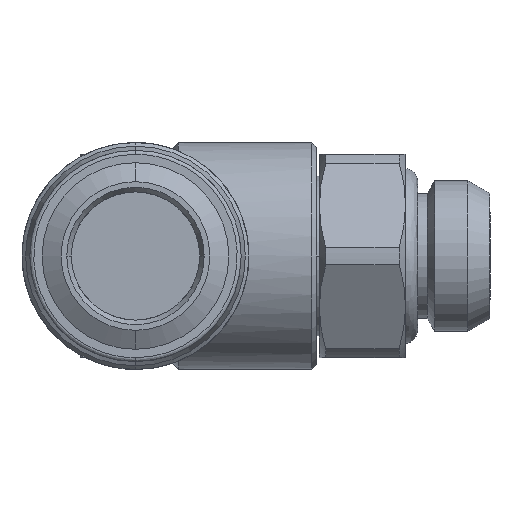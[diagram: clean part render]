
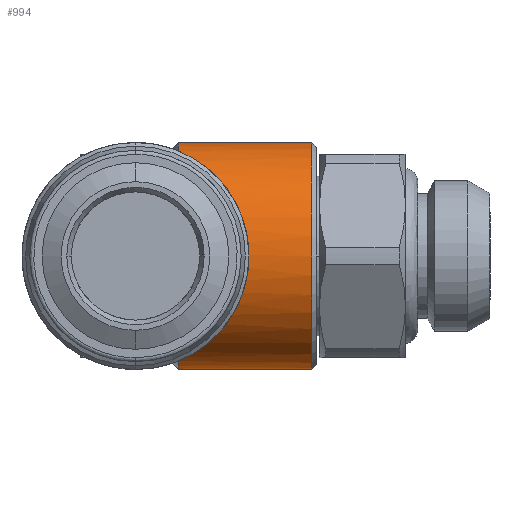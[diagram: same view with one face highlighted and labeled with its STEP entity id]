
A CAD part, left-side view. The second image highlights one B-rep face of the part: STEP entity #994.
In plain terms, the highlighted cylindrical face has radius 7.25 mm (diameter 14.5 mm), a partial arc.
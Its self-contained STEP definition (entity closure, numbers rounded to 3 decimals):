
#487 = DIRECTION ( 'NONE',  ( 0., 1., 0. ) ) ;
#492 = LINE ( 'NONE', #3470, #527 ) ;
#496 = CARTESIAN_POINT ( 'NONE',  ( -2.101, -11.048, 0. ) ) ;
#497 = DIRECTION ( 'NONE',  ( 0., 0., 1. ) ) ;
#527 = VECTOR ( 'NONE', #3475, 1000. ) ;
#919 = VECTOR ( 'NONE', #4185, 1000. ) ;
#923 = LINE ( 'NONE', #4187, #919 ) ;
#931 = CIRCLE ( 'NONE', #4329, 7.25 ) ;
#994 = ADVANCED_FACE ( 'NONE', ( #5568 ), #5372, .T. ) ;
#1681 = ORIENTED_EDGE ( 'NONE', *, *, #4639, .T. ) ;
#1682 = ORIENTED_EDGE ( 'NONE', *, *, #4867, .T. ) ;
#1683 = ORIENTED_EDGE ( 'NONE', *, *, #4929, .F. ) ;
#1684 = ORIENTED_EDGE ( 'NONE', *, *, #4671, .T. ) ;
#1685 = ORIENTED_EDGE ( 'NONE', *, *, #4844, .F. ) ;
#1686 = ORIENTED_EDGE ( 'NONE', *, *, #4645, .F. ) ;
#1892 = EDGE_LOOP ( 'NONE', ( #1686, #1685, #1684, #1683, #1682, #1681 ) ) ;
#2266 = CARTESIAN_POINT ( 'NONE',  ( -2.101, -2.533, 0. ) ) ;
#2302 = DIRECTION ( 'NONE',  ( -1., 0., 0. ) ) ;
#2303 = DIRECTION ( 'NONE',  ( 0., 1., 0. ) ) ;
#2331 = CARTESIAN_POINT ( 'NONE',  ( -2.101, -11.048, 7.25 ) ) ;
#2385 = CARTESIAN_POINT ( 'NONE',  ( -2.101, -2.533, 7.25 ) ) ;
#2938 = CARTESIAN_POINT ( 'NONE',  ( -4.836, -2.533, -6.714 ) ) ;
#2939 = CARTESIAN_POINT ( 'NONE',  ( -11.924, -9.622, -3.827 ) ) ;
#2944 = CARTESIAN_POINT ( 'NONE',  ( -11.924, -9.622, 3.827 ) ) ;
#2963 = CARTESIAN_POINT ( 'NONE',  ( -4.836, -2.533, 6.714 ) ) ;
#3006 = DIRECTION ( 'NONE',  ( -1., 0., 0. ) ) ;
#3007 = DIRECTION ( 'NONE',  ( 0., -1., 0. ) ) ;
#3008 = CARTESIAN_POINT ( 'NONE',  ( -2.101, -11.048, 0. ) ) ;
#3470 = CARTESIAN_POINT ( 'NONE',  ( -2.101, -11.048, 7.25 ) ) ;
#3475 = DIRECTION ( 'NONE',  ( 0., 1., 0. ) ) ;
#3604 = VERTEX_POINT ( 'NONE', #2385 ) ;
#3685 = VERTEX_POINT ( 'NONE', #2331 ) ;
#3855 = VERTEX_POINT ( 'NONE', #6039 ) ;
#3856 = VERTEX_POINT ( 'NONE', #6038 ) ;
#3905 = VERTEX_POINT ( 'NONE', #6006 ) ;
#3910 = VERTEX_POINT ( 'NONE', #6000 ) ;
#4185 = DIRECTION ( 'NONE',  ( 0., 1., 0. ) ) ;
#4187 = CARTESIAN_POINT ( 'NONE',  ( -2.101, -11.048, -7.25 ) ) ;
#4202 = DIRECTION ( 'NONE',  ( -1., 0., 0. ) ) ;
#4203 = DIRECTION ( 'NONE',  ( 0., -1., 0. ) ) ;
#4204 = CARTESIAN_POINT ( 'NONE',  ( -2.101, -2.533, 0. ) ) ;
#4329 = AXIS2_PLACEMENT_3D ( 'NONE', #4204, #4203, #4202 ) ;
#4436 = AXIS2_PLACEMENT_3D ( 'NONE', #2266, #2303, #2302 ) ;
#4455 = AXIS2_PLACEMENT_3D ( 'NONE', #3008, #3007, #3006 ) ;
#4639 = EDGE_CURVE ( 'NONE', #3910, #3855, #931, .T. ) ;
#4645 = EDGE_CURVE ( 'NONE', #3905, #3855, #923, .T. ) ;
#4671 = EDGE_CURVE ( 'NONE', #3685, #3604, #492, .T. ) ;
#4844 = EDGE_CURVE ( 'NONE', #3685, #3905, #5289, .T. ) ;
#4867 = EDGE_CURVE ( 'NONE', #3856, #3910, #8155, .T. ) ;
#4929 = EDGE_CURVE ( 'NONE', #3856, #3604, #5207, .T. ) ;
#5207 = CIRCLE ( 'NONE', #4436, 7.25 ) ;
#5289 = CIRCLE ( 'NONE', #4455, 7.25 ) ;
#5372 = CYLINDRICAL_SURFACE ( 'NONE', #6198, 7.25 ) ;
#5568 = FACE_OUTER_BOUND ( 'NONE', #1892, .T. ) ;
#6000 = CARTESIAN_POINT ( 'NONE',  ( -4.836, -2.533, -6.714 ) ) ;
#6006 = CARTESIAN_POINT ( 'NONE',  ( -2.101, -11.048, -7.25 ) ) ;
#6038 = CARTESIAN_POINT ( 'NONE',  ( -4.836, -2.533, 6.714 ) ) ;
#6039 = CARTESIAN_POINT ( 'NONE',  ( -2.101, -2.533, -7.25 ) ) ;
#6198 = AXIS2_PLACEMENT_3D ( 'NONE', #496, #487, #497 ) ;
#8155 =( BOUNDED_CURVE ( )  B_SPLINE_CURVE ( 3, ( #2963, #2944, #2939, #2938 ),
 .UNSPECIFIED., .F., .F. ) 
 B_SPLINE_CURVE_WITH_KNOTS ( ( 4, 4 ),
 ( 5.099, 7.467 ),
 .UNSPECIFIED. ) 
 CURVE ( )  GEOMETRIC_REPRESENTATION_ITEM ( )  RATIONAL_B_SPLINE_CURVE ( ( 1., 0.585, 0.585, 1. ) ) 
 REPRESENTATION_ITEM ( '' )  );
